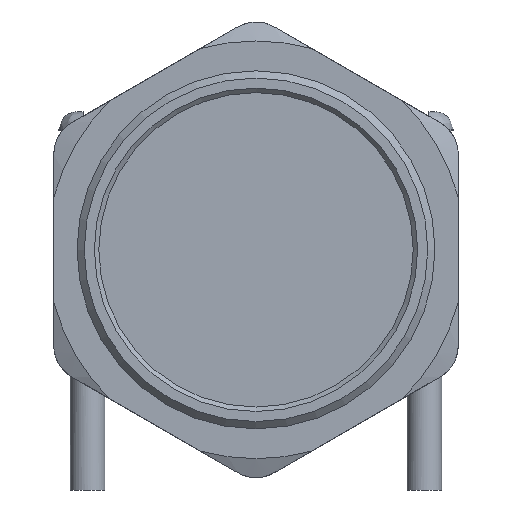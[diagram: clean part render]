
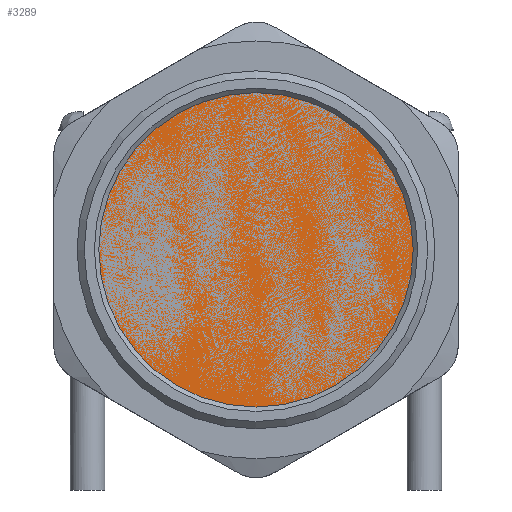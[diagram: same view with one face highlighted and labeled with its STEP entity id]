
A CAD part, left-side view. The second image highlights one B-rep face of the part: STEP entity #3289.
In plain terms, the highlighted planar face has unit normal (1, 0, 0).
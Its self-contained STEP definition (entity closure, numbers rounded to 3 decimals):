
#267=PLANE('',#3625);
#817=FACE_OUTER_BOUND('',#1011,.T.);
#1011=EDGE_LOOP('',(#2881));
#1145=CIRCLE('',#3626,19.925);
#1506=VERTEX_POINT('',#6149);
#1965=EDGE_CURVE('',#1506,#1506,#1145,.T.);
#2881=ORIENTED_EDGE('',*,*,#1965,.T.);
#3289=ADVANCED_FACE('',(#817),#267,.T.);
#3625=AXIS2_PLACEMENT_3D('',#6148,#4453,#4454);
#3626=AXIS2_PLACEMENT_3D('',#6150,#4455,#4456);
#4453=DIRECTION('center_axis',(1.,0.,0.));
#4454=DIRECTION('ref_axis',(0.,0.,-1.));
#4455=DIRECTION('center_axis',(1.,0.,0.));
#4456=DIRECTION('ref_axis',(0.,0.,
-1.));
#6148=CARTESIAN_POINT('Origin',(-5.66,-0.025,0.072));
#6149=CARTESIAN_POINT('',(-5.66,19.9,0.072));
#6150=CARTESIAN_POINT('Origin',(-5.66,-0.025,0.072));
